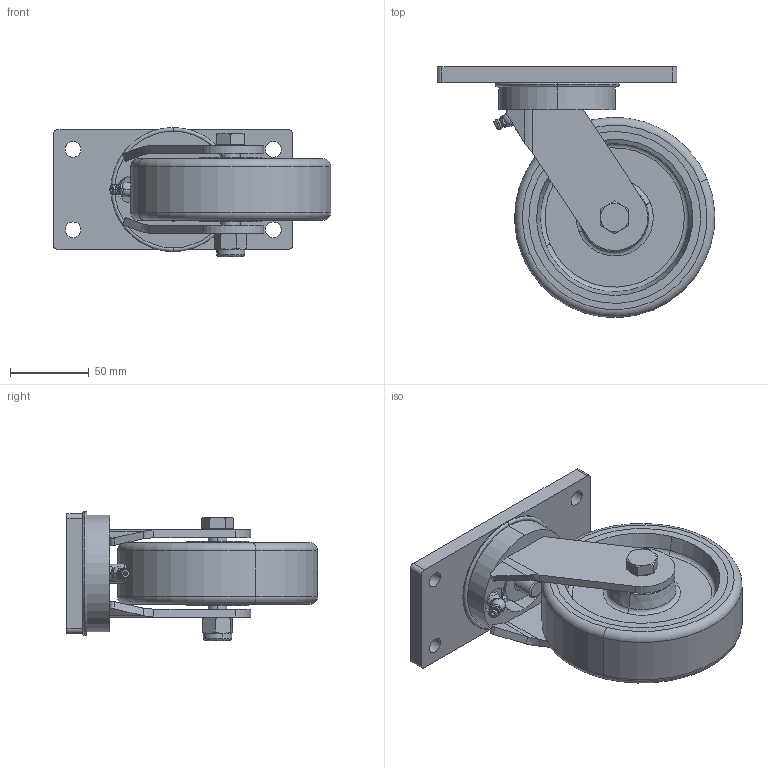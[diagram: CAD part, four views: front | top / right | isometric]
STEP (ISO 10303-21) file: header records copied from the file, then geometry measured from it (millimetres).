
FILE_DESCRIPTION (( 'STEP AP214' ), '1' );
FILE_NAME ('076HDWS547.STEP', '2018-10-30T04:00:51', ( '' ), ( '' ), 'SwSTEP 2.0', 'SolidWorks 2013', '' );
FILE_SCHEMA (( 'AUTOMOTIVE_DESIGN' ));
Length unit declared in the file: millimetre
Products named in the file (1): 076HDWS547
Bounding box: 175.94 x 159.19 x 81.82 mm (x, y, z)
Surface area: 135834.3 mm2 (no closed solid volume)
Topology: 0 solids, 17 shells, 208 faces, 535 edges, 343 vertices
Faces by surface type: plane 81, cylinder 53, cone 42, torus 28, sphere 2, bspline 2
Entity records: 8914 total; most frequent: CARTESIAN_POINT 1571, DIRECTION 1119, ORIENTED_EDGE 940, EDGE_CURVE 530, AXIS2_PLACEMENT_3D 453, VERTEX_POINT 340, CIRCLE 246, EDGE_LOOP 239
